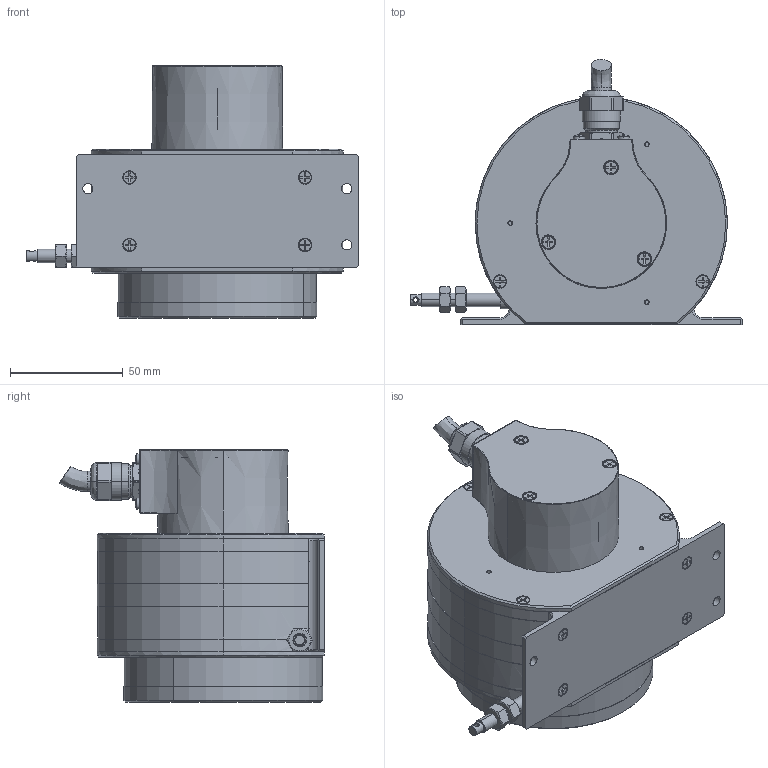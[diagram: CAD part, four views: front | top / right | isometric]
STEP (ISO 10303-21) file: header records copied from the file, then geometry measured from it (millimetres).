
FILE_DESCRIPTION (( 'STEP AP214' ), '1' );
FILE_NAME ('DWI-10M-H2000-RL2.STEP', '2025-01-06T13:46:38', ( '' ), ( '' ), 'SwSTEP 2.0', 'SolidWorks 2021', '' );
FILE_SCHEMA (( 'AUTOMOTIVE_DESIGN' ));
Length unit declared in the file: inch
Products named in the file (1): DWI-10M-H2000-RL2
Bounding box: 147.5 x 117.71 x 112 mm (x, y, z)
Volume: 278913.9 mm3; surface area: 149446.4 mm2
Topology: 35 solids, 35 shells, 2198 faces, 5702 edges, 3648 vertices
Faces by surface type: plane 1264, cylinder 494, cone 271, bspline 149, torus 20
Entity records: 73212 total; most frequent: CARTESIAN_POINT 19150, ORIENTED_EDGE 11332, DIRECTION 10884, EDGE_CURVE 5666, VECTOR 3832, LINE 3832, VERTEX_POINT 3648, AXIS2_PLACEMENT_3D 3526
